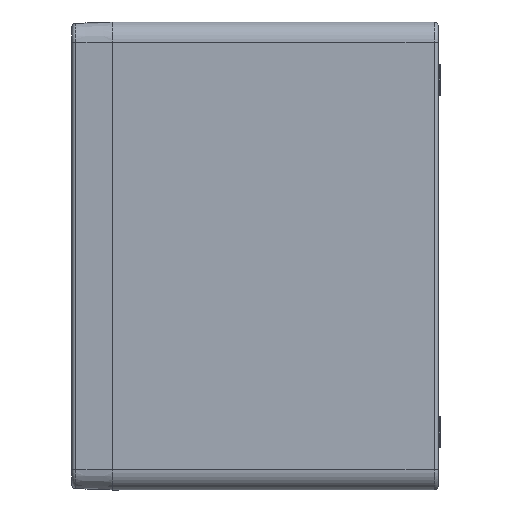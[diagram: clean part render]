
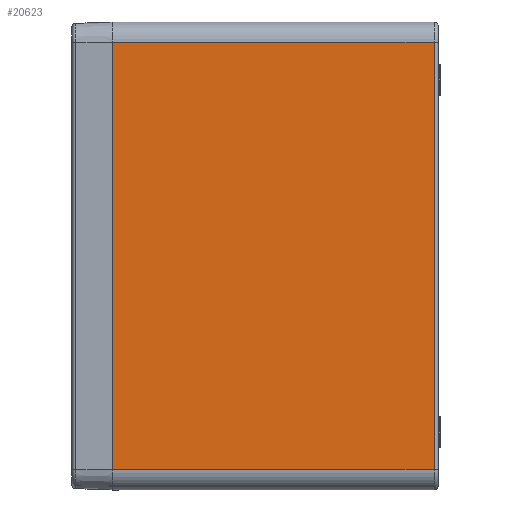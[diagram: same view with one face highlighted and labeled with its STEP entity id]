
A CAD part, left-side view. The second image highlights one B-rep face of the part: STEP entity #20623.
In plain terms, the highlighted planar face has unit normal (-1, 0, 0).
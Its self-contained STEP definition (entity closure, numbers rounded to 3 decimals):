
#1790=LINE('',#41765,#3341);
#1805=LINE('',#42053,#3356);
#1806=LINE('',#42055,#3357);
#1807=LINE('',#42056,#3358);
#3341=VECTOR('',#26419,1000.);
#3356=VECTOR('',#26442,1000.);
#3357=VECTOR('',#26443,1000.);
#3358=VECTOR('',#26444,1000.);
#4339=PLANE('',#22602);
#5789=FACE_OUTER_BOUND('',#7321,.T.);
#7321=EDGE_LOOP('',(#16628,#16629,#16630,#16631));
#10039=VERTEX_POINT('',#41762);
#10040=VERTEX_POINT('',#41764);
#10069=VERTEX_POINT('',#42052);
#10070=VERTEX_POINT('',#42054);
#12413=EDGE_CURVE('',#10039,#10040,#1790,.T.);
#12443=EDGE_CURVE('',#10039,#10069,#1805,.T.);
#12444=EDGE_CURVE('',#10069,#10070,#1806,.T.);
#12445=EDGE_CURVE('',#10070,#10040,#1807,.T.);
#16628=ORIENTED_EDGE('',*,*,#12443,.T.);
#16629=ORIENTED_EDGE('',*,*,#12444,.T.);
#16630=ORIENTED_EDGE('',*,*,#12445,.T.);
#16631=ORIENTED_EDGE('',*,*,#12413,.F.);
#20623=ADVANCED_FACE('',(#5789),#4339,.T.);
#22602=AXIS2_PLACEMENT_3D('',#42051,#26440,#26441);
#26419=DIRECTION('',(0.,0.,1.));
#26440=DIRECTION('center_axis',(-1.,0.,0.));
#26441=DIRECTION('ref_axis',(0.,0.,1.));
#26442=DIRECTION('',(0.,-1.,0.));
#26443=DIRECTION('',(0.,0.,1.));
#26444=DIRECTION('',(0.,1.,0.));
#41762=CARTESIAN_POINT('',(-165.,0.,-105.));
#41764=CARTESIAN_POINT('',(-165.,0.,105.));
#41765=CARTESIAN_POINT('',(-165.,0.,-115.));
#42051=CARTESIAN_POINT('Origin',(-165.,-160.,-115.));
#42052=CARTESIAN_POINT('',(-165.,-158.,-105.));
#42053=CARTESIAN_POINT('',(-165.,-160.,-105.));
#42054=CARTESIAN_POINT('',(-165.,-158.,105.));
#42055=CARTESIAN_POINT('',(-165.,-158.,105.));
#42056=CARTESIAN_POINT('',(-165.,-160.,105.));
